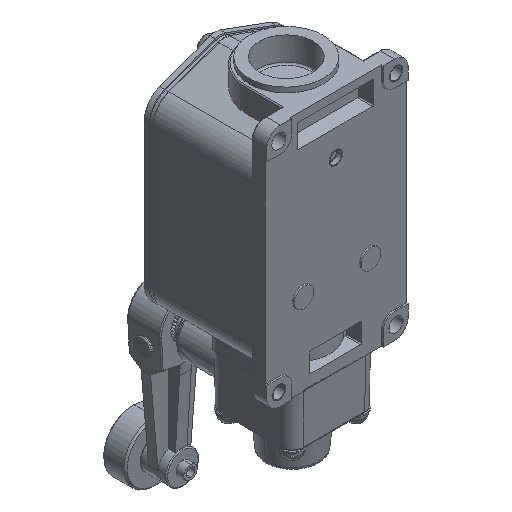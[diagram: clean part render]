
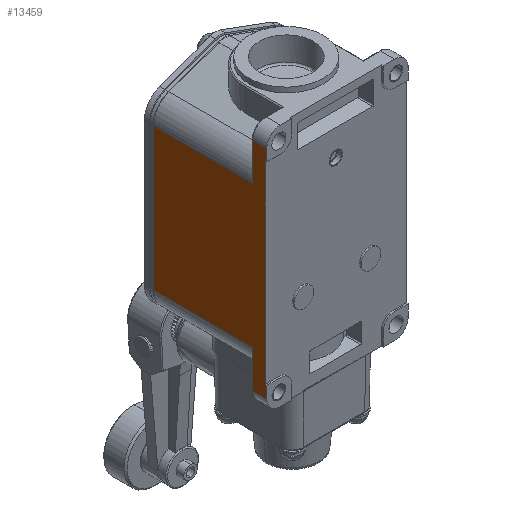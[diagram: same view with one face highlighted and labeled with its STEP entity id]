
A CAD part, isometric view. The second image highlights one B-rep face of the part: STEP entity #13459.
In plain terms, the highlighted free-form (B-spline) face has degree [1, 1] with [2, 2] control points.
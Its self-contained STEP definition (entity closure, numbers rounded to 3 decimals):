
#13130 = VERTEX_POINT('',#13131);
#13131 = CARTESIAN_POINT('',(0.,0.467,-8.41));
#13210 = VERTEX_POINT('',#13211);
#13211 = CARTESIAN_POINT('',(0.,0.467,-62.422));
#13216 = EDGE_CURVE('',#13130,#13210,#13217,.T.);
#13217 = B_SPLINE_CURVE_WITH_KNOTS('',1,(#13218,#13219),.UNSPECIFIED.,
  .F.,.F.,(2,2),(0.,57.8),.PIECEWISE_BEZIER_KNOTS.);
#13218 = CARTESIAN_POINT('',(0.,0.467,-8.41));
#13219 = CARTESIAN_POINT('',(0.,0.467,-62.422));
#13436 = EDGE_CURVE('',#13437,#13130,#13439,.T.);
#13437 = VERTEX_POINT('',#13438);
#13438 = CARTESIAN_POINT('',(0.,0.,-8.41));
#13439 = B_SPLINE_CURVE_WITH_KNOTS('',1,(#13440,#13441),.UNSPECIFIED.,
  .F.,.F.,(2,2),(0.,0.5),.PIECEWISE_BEZIER_KNOTS.);
#13440 = CARTESIAN_POINT('',(0.,0.,-8.41));
#13441 = CARTESIAN_POINT('',(0.,0.467,-8.41));
#13459 = ADVANCED_FACE('',(#13460),#13532,.F.);
#13460 = FACE_BOUND('',#13461,.F.);
#13461 = EDGE_LOOP('',(#13462,#13471,#13478,#13485,#13492,#13499,#13506,
    #13511,#13512,#13513,#13520,#13527));
#13462 = ORIENTED_EDGE('',*,*,#13463,.F.);
#13463 = EDGE_CURVE('',#13464,#13466,#13468,.T.);
#13464 = VERTEX_POINT('',#13465);
#13465 = CARTESIAN_POINT('',(0.,3.925,-55.264));
#13466 = VERTEX_POINT('',#13467);
#13467 = CARTESIAN_POINT('',(0.,3.925,-65.693));
#13468 = B_SPLINE_CURVE_WITH_KNOTS('',1,(#13469,#13470),.UNSPECIFIED.,
  .F.,.F.,(2,2),(0.,11.16),.PIECEWISE_BEZIER_KNOTS.);
#13469 = CARTESIAN_POINT('',(0.,3.925,-55.264));
#13470 = CARTESIAN_POINT('',(0.,3.925,-65.693));
#13471 = ORIENTED_EDGE('',*,*,#13472,.F.);
#13472 = EDGE_CURVE('',#13473,#13464,#13475,.T.);
#13473 = VERTEX_POINT('',#13474);
#13474 = CARTESIAN_POINT('',(0.,31.772,-55.264));
#13475 = B_SPLINE_CURVE_WITH_KNOTS('',1,(#13476,#13477),.UNSPECIFIED.,
  .F.,.F.,(2,2),(0.,29.8),.PIECEWISE_BEZIER_KNOTS.);
#13476 = CARTESIAN_POINT('',(0.,31.772,-55.264));
#13477 = CARTESIAN_POINT('',(0.,3.925,-55.264));
#13478 = ORIENTED_EDGE('',*,*,#13479,.F.);
#13479 = EDGE_CURVE('',#13480,#13473,#13482,.T.);
#13480 = VERTEX_POINT('',#13481);
#13481 = CARTESIAN_POINT('',(0.,31.772,
    -15.569));
#13482 = B_SPLINE_CURVE_WITH_KNOTS('',1,(#13483,#13484),.UNSPECIFIED.,
  .F.,.F.,(2,2),(0.,42.479),
  .PIECEWISE_BEZIER_KNOTS.);
#13483 = CARTESIAN_POINT('',(0.,31.772,
    -15.569));
#13484 = CARTESIAN_POINT('',(0.,31.772,
    -55.264));
#13485 = ORIENTED_EDGE('',*,*,#13486,.F.);
#13486 = EDGE_CURVE('',#13487,#13480,#13489,.T.);
#13487 = VERTEX_POINT('',#13488);
#13488 = CARTESIAN_POINT('',(0.,3.925,
    -15.569));
#13489 = B_SPLINE_CURVE_WITH_KNOTS('',1,(#13490,#13491),.UNSPECIFIED.,
  .F.,.F.,(2,2),(0.,29.8),.PIECEWISE_BEZIER_KNOTS.);
#13490 = CARTESIAN_POINT('',(0.,3.925,
    -15.569));
#13491 = CARTESIAN_POINT('',(0.,31.772,
    -15.569));
#13492 = ORIENTED_EDGE('',*,*,#13493,.F.);
#13493 = EDGE_CURVE('',#13494,#13487,#13496,.T.);
#13494 = VERTEX_POINT('',#13495);
#13495 = CARTESIAN_POINT('',(0.,3.925,
    -5.14));
#13496 = B_SPLINE_CURVE_WITH_KNOTS('',1,(#13497,#13498),.UNSPECIFIED.,
  .F.,.F.,(2,2),(0.,11.16),.PIECEWISE_BEZIER_KNOTS.);
#13497 = CARTESIAN_POINT('',(0.,3.925,
    -5.14));
#13498 = CARTESIAN_POINT('',(0.,3.925,
    -15.569));
#13499 = ORIENTED_EDGE('',*,*,#13500,.F.);
#13500 = EDGE_CURVE('',#13501,#13494,#13503,.T.);
#13501 = VERTEX_POINT('',#13502);
#13502 = CARTESIAN_POINT('',(0.,0.,-5.14));
#13503 = B_SPLINE_CURVE_WITH_KNOTS('',1,(#13504,#13505),.UNSPECIFIED.,
  .F.,.F.,(2,2),(0.,4.2),.PIECEWISE_BEZIER_KNOTS.);
#13504 = CARTESIAN_POINT('',(0.,0.,-5.14));
#13505 = CARTESIAN_POINT('',(0.,3.925,
    -5.14));
#13506 = ORIENTED_EDGE('',*,*,#13507,.F.);
#13507 = EDGE_CURVE('',#13437,#13501,#13508,.T.);
#13508 = B_SPLINE_CURVE_WITH_KNOTS('',1,(#13509,#13510),.UNSPECIFIED.,
  .F.,.F.,(2,2),(0.,3.5),.PIECEWISE_BEZIER_KNOTS.);
#13509 = CARTESIAN_POINT('',(0.,0.,-8.41));
#13510 = CARTESIAN_POINT('',(0.,0.,-5.14));
#13511 = ORIENTED_EDGE('',*,*,#13436,.T.);
#13512 = ORIENTED_EDGE('',*,*,#13216,.T.);
#13513 = ORIENTED_EDGE('',*,*,#13514,.F.);
#13514 = EDGE_CURVE('',#13515,#13210,#13517,.T.);
#13515 = VERTEX_POINT('',#13516);
#13516 = CARTESIAN_POINT('',(0.,0.,-62.422));
#13517 = B_SPLINE_CURVE_WITH_KNOTS('',1,(#13518,#13519),.UNSPECIFIED.,
  .F.,.F.,(2,2),(0.,0.5),.PIECEWISE_BEZIER_KNOTS.);
#13518 = CARTESIAN_POINT('',(0.,0.,-62.422));
#13519 = CARTESIAN_POINT('',(0.,0.467,-62.422));
#13520 = ORIENTED_EDGE('',*,*,#13521,.F.);
#13521 = EDGE_CURVE('',#13522,#13515,#13524,.T.);
#13522 = VERTEX_POINT('',#13523);
#13523 = CARTESIAN_POINT('',(0.,0.,-65.693));
#13524 = B_SPLINE_CURVE_WITH_KNOTS('',1,(#13525,#13526),.UNSPECIFIED.,
  .F.,.F.,(2,2),(0.,3.5),.PIECEWISE_BEZIER_KNOTS.);
#13525 = CARTESIAN_POINT('',(0.,0.,-65.693));
#13526 = CARTESIAN_POINT('',(0.,0.,-62.422));
#13527 = ORIENTED_EDGE('',*,*,#13528,.F.);
#13528 = EDGE_CURVE('',#13466,#13522,#13529,.T.);
#13529 = B_SPLINE_CURVE_WITH_KNOTS('',1,(#13530,#13531),.UNSPECIFIED.,
  .F.,.F.,(2,2),(0.,4.2),.PIECEWISE_BEZIER_KNOTS.);
#13530 = CARTESIAN_POINT('',(0.,3.925,-65.693));
#13531 = CARTESIAN_POINT('',(0.,0.,-65.693));
#13532 = B_SPLINE_SURFACE_WITH_KNOTS('',1,1,(
    (#13533,#13534)
    ,(#13535,#13536
    )),.UNSPECIFIED.,.F.,.F.,.F.,(2,2),(2,2),(-32.4,32.4),(
    -17.,17.),.PIECEWISE_BEZIER_KNOTS.);
#13533 = CARTESIAN_POINT('',(0.,31.772,-65.693));
#13534 = CARTESIAN_POINT('',(0.,0.,-65.693));
#13535 = CARTESIAN_POINT('',(0.,31.772,-5.14));
#13536 = CARTESIAN_POINT('',(0.,0.,-5.14));
